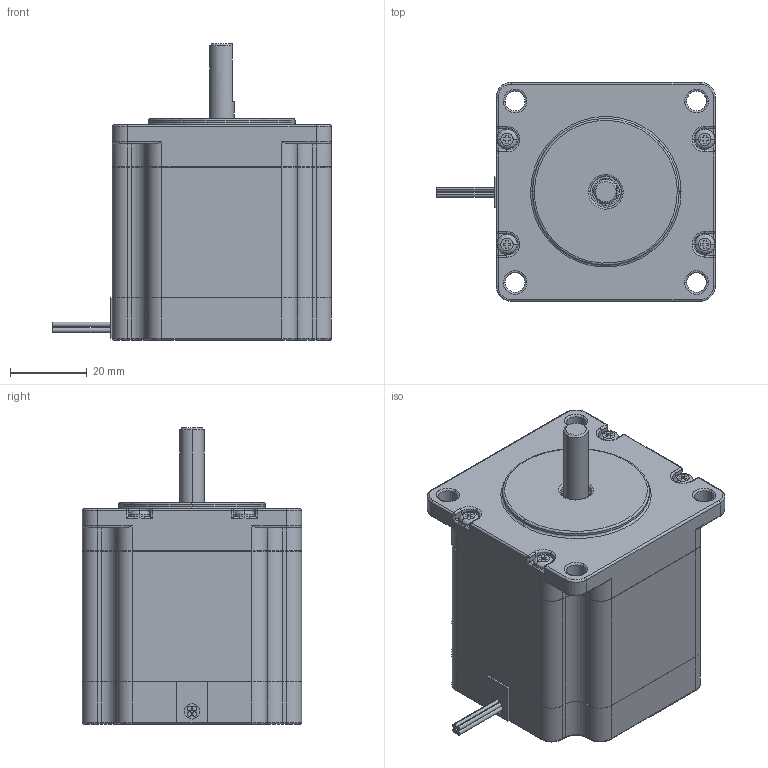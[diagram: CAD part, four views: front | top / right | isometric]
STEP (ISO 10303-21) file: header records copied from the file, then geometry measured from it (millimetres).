
FILE_DESCRIPTION (( 'STEP AP214' ), '1' );
FILE_NAME ('23HS22-2804S.STEP', '2018-03-06T05:42:06', ( '' ), ( '' ), 'SwSTEP 2.0', 'SolidWorks 2014', '' );
FILE_SCHEMA (( 'AUTOMOTIVE_DESIGN' ));
Length unit declared in the file: millimetre
Products named in the file (1): 23HS22-2804S
Bounding box: 72.5 x 57 x 77 mm (x, y, z)
Volume: 166708.7 mm3; surface area: 19454.6 mm2
Topology: 1 solids, 1 shells, 432 faces, 1073 edges, 654 vertices
Faces by surface type: cylinder 178, plane 156, bspline 94, cone 4
Entity records: 19930 total; most frequent: CARTESIAN_POINT 5240, ORIENTED_EDGE 2130, DIRECTION 2027, EDGE_CURVE 1065, AXIS2_PLACEMENT_3D 723, VERTEX_POINT 654, LINE 581, VECTOR 581
